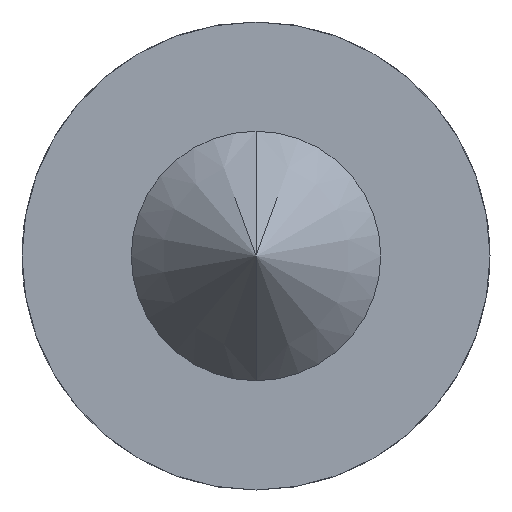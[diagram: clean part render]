
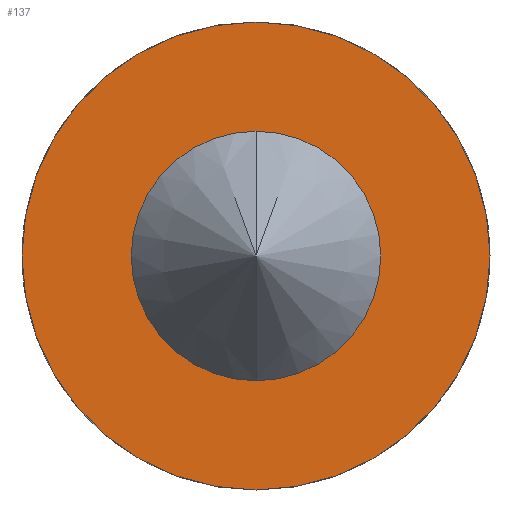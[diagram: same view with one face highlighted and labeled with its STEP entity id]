
A CAD part, front view. The second image highlights one B-rep face of the part: STEP entity #137.
In plain terms, the highlighted planar face has unit normal (0, -1, 0).
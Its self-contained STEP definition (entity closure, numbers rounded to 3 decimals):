
#2 = AXIS2_PLACEMENT_3D ( 'NONE', #335, #405, #396 ) ;
#14 = AXIS2_PLACEMENT_3D ( 'NONE', #393, #386, #387 ) ;
#16 = AXIS2_PLACEMENT_3D ( 'NONE', #379, #423, #409 ) ;
#20 = CIRCLE ( 'NONE', #14, 7.5 ) ;
#21 = CIRCLE ( 'NONE', #16, 3. ) ;
#35 = CIRCLE ( 'NONE', #2, 3. ) ;
#74 = AXIS2_PLACEMENT_3D ( 'NONE', #451, #299, #295 ) ;
#93 = EDGE_CURVE ( 'NONE', #233, #236, #20, .T. ) ;
#97 = EDGE_CURVE ( 'NONE', #243, #241, #21, .T. ) ;
#108 = EDGE_CURVE ( 'NONE', #241, #243, #35, .T. ) ;
#122 = EDGE_CURVE ( 'NONE', #236, #233, #273, .T. ) ;
#137 = ADVANCED_FACE ( 'NONE', ( #183, #181 ), #513, .T. ) ;
#181 = FACE_OUTER_BOUND ( 'NONE', #213, .T. ) ;
#183 = FACE_BOUND ( 'NONE', #212, .T. ) ;
#212 = EDGE_LOOP ( 'NONE', ( #483, #482 ) ) ;
#213 = EDGE_LOOP ( 'NONE', ( #481, #480 ) ) ;
#233 = VERTEX_POINT ( 'NONE', #292 ) ;
#236 = VERTEX_POINT ( 'NONE', #288 ) ;
#241 = VERTEX_POINT ( 'NONE', #282 ) ;
#243 = VERTEX_POINT ( 'NONE', #281 ) ;
#273 = CIRCLE ( 'NONE', #305, 7.5 ) ;
#281 = CARTESIAN_POINT ( 'NONE',  ( 0., 0., 3. ) ) ;
#282 = CARTESIAN_POINT ( 'NONE',  ( 0., 0., -3. ) ) ;
#288 = CARTESIAN_POINT ( 'NONE',  ( 0., 0., 7.5 ) ) ;
#292 = CARTESIAN_POINT ( 'NONE',  ( 0., 0., -7.5 ) ) ;
#295 = DIRECTION ( 'NONE',  ( 0., 0., -1. ) ) ;
#299 = DIRECTION ( 'NONE',  ( 0., -1., 0. ) ) ;
#305 = AXIS2_PLACEMENT_3D ( 'NONE', #392, #344, #334 ) ;
#334 = DIRECTION ( 'NONE',  ( 0., 0., 1. ) ) ;
#335 = CARTESIAN_POINT ( 'NONE',  ( 0., 0., 0. ) ) ;
#344 = DIRECTION ( 'NONE',  ( 0., 1., 0. ) ) ;
#379 = CARTESIAN_POINT ( 'NONE',  ( 0., 0., 0. ) ) ;
#386 = DIRECTION ( 'NONE',  ( 0., 1., 0. ) ) ;
#387 = DIRECTION ( 'NONE',  ( 0., 0., 1. ) ) ;
#392 = CARTESIAN_POINT ( 'NONE',  ( 0., 0., 0. ) ) ;
#393 = CARTESIAN_POINT ( 'NONE',  ( 0., 0., 0. ) ) ;
#396 = DIRECTION ( 'NONE',  ( 0., 0., 1. ) ) ;
#405 = DIRECTION ( 'NONE',  ( 0., 1., 0. ) ) ;
#409 = DIRECTION ( 'NONE',  ( 0., 0., 1. ) ) ;
#423 = DIRECTION ( 'NONE',  ( 0., 1., 0. ) ) ;
#451 = CARTESIAN_POINT ( 'NONE',  ( 0., 0., 3. ) ) ;
#480 = ORIENTED_EDGE ( 'NONE', *, *, #93, .F. ) ;
#481 = ORIENTED_EDGE ( 'NONE', *, *, #122, .F. ) ;
#482 = ORIENTED_EDGE ( 'NONE', *, *, #108, .T. ) ;
#483 = ORIENTED_EDGE ( 'NONE', *, *, #97, .T. ) ;
#513 = PLANE ( 'NONE',  #74 ) ;
